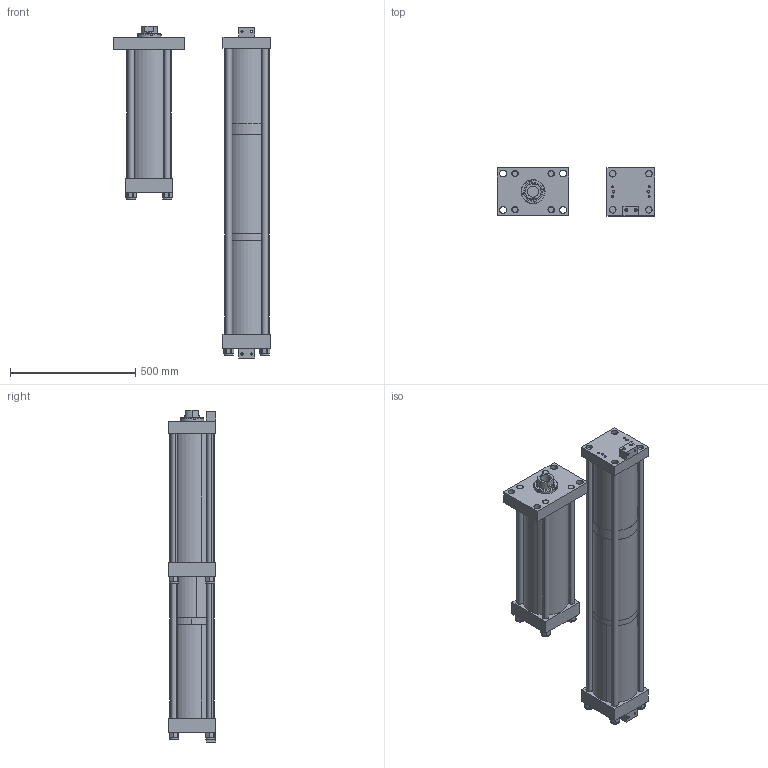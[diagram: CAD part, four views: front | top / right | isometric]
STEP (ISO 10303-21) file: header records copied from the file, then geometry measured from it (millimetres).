
FILE_DESCRIPTION (( 'STEP AP203' ), '1' );
FILE_NAME ('HPS-40-8.00-.25-FH.STEP', '2023-08-22T13:30:40', ( '' ), ( '' ), 'SwSTEP 2.0', 'SolidWorks 2022', '' );
FILE_SCHEMA (( 'CONFIG_CONTROL_DESIGN' ));
Length unit declared in the file: inch
Products named in the file (17): E3063_2.00-.50(49.569"); E3001_6.00 TOTAL; E3064; E30BRK; E3060_8.0; E3061_HPS-40-6.00-.25; E3003; E3010; E3013; E3059; E3011_40-8.00-.50; ES3014_HPS-40-6.00-.25; E3062; Nut30; ES3005_8.0; HPS-40-8.00-.25-FH; E3004
Assembly tree (30 placements, depth 2):
  HPS-40-8.00-.25-FH
    E3059
    E3004
    Nut30  x8
    E3003
    E3001_6.00 TOTAL
    E3013
    E3010
    E3062
    E3064
    E30BRK  x2
    ES3005_8.0
    E3011_40-8.00-.50
    E3060_8.0  x4
    E3063_2.00-.50(49.569")  x4
    E3061_HPS-40-6.00-.25
    ES3014_HPS-40-6.00-.25
Bounding box: 628.65 x 190.5 x 1326.57 mm (x, y, z)
Volume: 25042451.6 mm3; surface area: 3310676.9 mm2
Topology: 30 solids, 30 shells, 675 faces, 1614 edges, 1040 vertices
Faces by surface type: cylinder 359, plane 270, cone 46
Entity records: 16301 total; most frequent: CARTESIAN_POINT 3459, DIRECTION 2423, ORIENTED_EDGE 2038, EDGE_CURVE 1019, AXIS2_PLACEMENT_3D 995, VERTEX_POINT 668, EDGE_LOOP 571, CIRCLE 531
